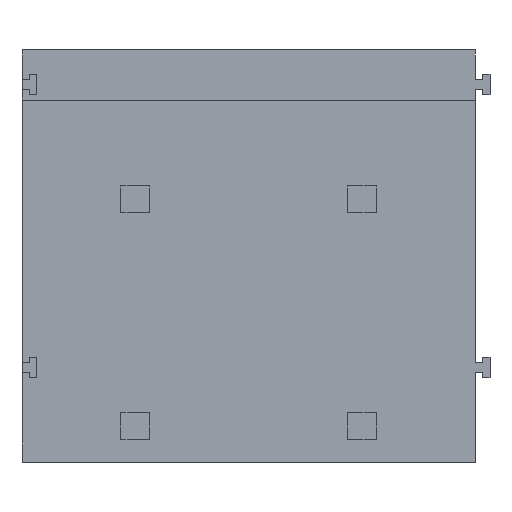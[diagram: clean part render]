
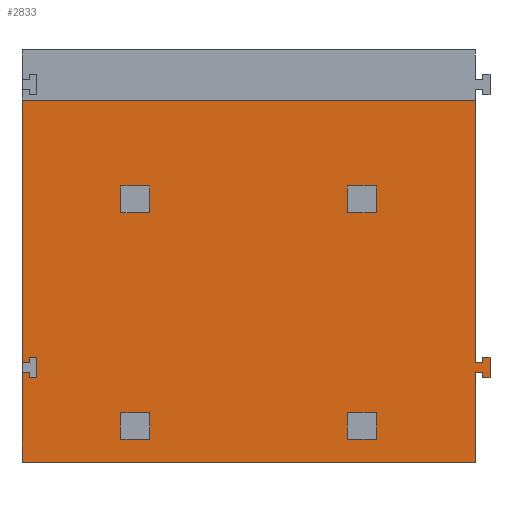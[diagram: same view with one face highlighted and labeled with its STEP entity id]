
A CAD part, front view. The second image highlights one B-rep face of the part: STEP entity #2833.
In plain terms, the highlighted planar face has unit normal (0, -1, 0).
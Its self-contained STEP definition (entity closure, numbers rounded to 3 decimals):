
#146=DIRECTION('',(0.,0.,-1.));
#147=VECTOR('',#146,11.765);
#148=CARTESIAN_POINT('',(-10.16,-7.9,-2.25));
#149=LINE('',#148,#147);
#162=DIRECTION('',(0.,0.,-1.));
#163=VECTOR('',#162,4.015);
#164=CARTESIAN_POINT('',(-10.16,-7.9,-14.465));
#165=LINE('',#164,#163);
#319=DIRECTION('',(-1.,0.,0.));
#320=VECTOR('',#319,1.3);
#321=CARTESIAN_POINT('',(5.73,-7.9,-16.26));
#322=LINE('',#321,#320);
#323=DIRECTION('',(0.,0.,-1.));
#324=VECTOR('',#323,1.2);
#325=CARTESIAN_POINT('',(4.43,-7.9,-16.26));
#326=LINE('',#325,#324);
#327=DIRECTION('',(-1.,0.,0.));
#328=VECTOR('',#327,1.3);
#329=CARTESIAN_POINT('',(5.73,-7.9,-17.46));
#330=LINE('',#329,#328);
#331=DIRECTION('',(0.,0.,-1.));
#332=VECTOR('',#331,1.2);
#333=CARTESIAN_POINT('',(5.73,-7.9,-16.26));
#334=LINE('',#333,#332);
#335=DIRECTION('',(-1.,0.,0.));
#336=VECTOR('',#335,1.3);
#337=CARTESIAN_POINT('',(5.73,-7.9,-6.1));
#338=LINE('',#337,#336);
#339=DIRECTION('',(0.,0.,-1.));
#340=VECTOR('',#339,1.2);
#341=CARTESIAN_POINT('',(4.43,-7.9,-6.1));
#342=LINE('',#341,#340);
#343=DIRECTION('',(-1.,0.,0.));
#344=VECTOR('',#343,1.3);
#345=CARTESIAN_POINT('',(5.73,-7.9,-7.3));
#346=LINE('',#345,#344);
#347=DIRECTION('',(0.,0.,-1.));
#348=VECTOR('',#347,1.2);
#349=CARTESIAN_POINT('',(5.73,-7.9,-6.1));
#350=LINE('',#349,#348);
#351=DIRECTION('',(-1.,0.,0.));
#352=VECTOR('',#351,1.3);
#353=CARTESIAN_POINT('',(-4.43,-7.9,-16.26));
#354=LINE('',#353,#352);
#355=DIRECTION('',(0.,0.,-1.));
#356=VECTOR('',#355,1.2);
#357=CARTESIAN_POINT('',(-5.73,-7.9,-16.26));
#358=LINE('',#357,#356);
#359=DIRECTION('',(-1.,0.,0.));
#360=VECTOR('',#359,1.3);
#361=CARTESIAN_POINT('',(-4.43,-7.9,-17.46));
#362=LINE('',#361,#360);
#363=DIRECTION('',(0.,0.,-1.));
#364=VECTOR('',#363,1.2);
#365=CARTESIAN_POINT('',(-4.43,-7.9,-16.26));
#366=LINE('',#365,#364);
#367=DIRECTION('',(-1.,0.,0.));
#368=VECTOR('',#367,1.3);
#369=CARTESIAN_POINT('',(-4.43,-7.9,-6.1));
#370=LINE('',#369,#368);
#371=DIRECTION('',(0.,0.,-1.));
#372=VECTOR('',#371,1.2);
#373=CARTESIAN_POINT('',(-5.73,-7.9,-6.1));
#374=LINE('',#373,#372);
#375=DIRECTION('',(-1.,0.,0.));
#376=VECTOR('',#375,1.3);
#377=CARTESIAN_POINT('',(-4.43,-7.9,-7.3));
#378=LINE('',#377,#376);
#379=DIRECTION('',(0.,0.,-1.));
#380=VECTOR('',#379,1.2);
#381=CARTESIAN_POINT('',(-4.43,-7.9,-6.1));
#382=LINE('',#381,#380);
#383=DIRECTION('',(1.,0.,0.));
#384=VECTOR('',#383,0.33);
#385=CARTESIAN_POINT('',(-10.16,-7.9,-14.465));
#386=LINE('',#385,#384);
#387=DIRECTION('',(0.,0.,-1.));
#388=VECTOR('',#387,0.235);
#389=CARTESIAN_POINT('',(-9.83,-7.9,-14.465));
#390=LINE('',#389,#388);
#391=DIRECTION('',(1.,0.,0.));
#392=VECTOR('',#391,0.33);
#393=CARTESIAN_POINT('',(-9.83,-7.9,-14.7));
#394=LINE('',#393,#392);
#395=DIRECTION('',(0.,0.,1.));
#396=VECTOR('',#395,0.92);
#397=CARTESIAN_POINT('',(-9.5,-7.9,-14.7));
#398=LINE('',#397,#396);
#399=DIRECTION('',(-1.,0.,0.));
#400=VECTOR('',#399,0.33);
#401=CARTESIAN_POINT('',(-9.5,-7.9,-13.78));
#402=LINE('',#401,#400);
#403=DIRECTION('',(0.,0.,-1.));
#404=VECTOR('',#403,0.235);
#405=CARTESIAN_POINT('',(-9.83,-7.9,-13.78));
#406=LINE('',#405,#404);
#407=DIRECTION('',(1.,0.,0.));
#408=VECTOR('',#407,0.33);
#409=CARTESIAN_POINT('',(-10.16,-7.9,-14.015));
#410=LINE('',#409,#408);
#411=DIRECTION('',(1.,0.,0.));
#412=VECTOR('',#411,20.32);
#413=CARTESIAN_POINT('',(-10.16,-7.9,-2.25));
#414=LINE('',#413,#412);
#415=DIRECTION('',(-1.,0.,0.));
#416=VECTOR('',#415,0.33);
#417=CARTESIAN_POINT('',(10.49,-7.9,-14.015));
#418=LINE('',#417,#416);
#419=DIRECTION('',(0.,0.,-1.));
#420=VECTOR('',#419,0.235);
#421=CARTESIAN_POINT('',(10.49,-7.9,-13.78));
#422=LINE('',#421,#420);
#423=DIRECTION('',(-1.,0.,0.));
#424=VECTOR('',#423,0.33);
#425=CARTESIAN_POINT('',(10.82,-7.9,-13.78));
#426=LINE('',#425,#424);
#427=DIRECTION('',(0.,0.,1.));
#428=VECTOR('',#427,0.92);
#429=CARTESIAN_POINT('',(10.82,-7.9,-14.7));
#430=LINE('',#429,#428);
#431=DIRECTION('',(1.,0.,0.));
#432=VECTOR('',#431,0.33);
#433=CARTESIAN_POINT('',(10.49,-7.9,-14.7));
#434=LINE('',#433,#432);
#435=DIRECTION('',(0.,0.,-1.));
#436=VECTOR('',#435,0.235);
#437=CARTESIAN_POINT('',(10.49,-7.9,-14.465));
#438=LINE('',#437,#436);
#439=DIRECTION('',(1.,0.,0.));
#440=VECTOR('',#439,0.33);
#441=CARTESIAN_POINT('',(10.16,-7.9,-14.465));
#442=LINE('',#441,#440);
#923=DIRECTION('',(0.,0.,-1.));
#924=VECTOR('',#923,11.765);
#925=CARTESIAN_POINT('',(10.16,-7.9,-2.25));
#926=LINE('',#925,#924);
#1016=DIRECTION('',(0.,0.,-1.));
#1017=VECTOR('',#1016,4.015);
#1018=CARTESIAN_POINT('',(10.16,-7.9,-14.465));
#1019=LINE('',#1018,#1017);
#1348=DIRECTION('',(1.,0.,0.));
#1349=VECTOR('',#1348,20.32);
#1350=CARTESIAN_POINT('',(-10.16,-7.9,-18.48));
#1351=LINE('',#1350,#1349);
#1996=CARTESIAN_POINT('',(-10.16,-7.9,-18.48));
#1998=VERTEX_POINT('',#1996);
#2008=CARTESIAN_POINT('',(10.16,-7.9,-18.48));
#2010=VERTEX_POINT('',#2008);
#2132=CARTESIAN_POINT('',(5.73,-7.9,-16.26));
#2133=CARTESIAN_POINT('',(4.43,-7.9,-16.26));
#2134=VERTEX_POINT('',#2132);
#2135=VERTEX_POINT('',#2133);
#2136=CARTESIAN_POINT('',(5.73,-7.9,-17.46));
#2137=CARTESIAN_POINT('',(4.43,-7.9,-17.46));
#2138=VERTEX_POINT('',#2136);
#2139=VERTEX_POINT('',#2137);
#2244=CARTESIAN_POINT('',(5.73,-7.9,-6.1));
#2245=VERTEX_POINT('',#2244);
#2246=CARTESIAN_POINT('',(4.43,-7.9,-6.1));
#2247=VERTEX_POINT('',#2246);
#2248=CARTESIAN_POINT('',(5.73,-7.9,-7.3));
#2249=VERTEX_POINT('',#2248);
#2250=CARTESIAN_POINT('',(4.43,-7.9,-7.3));
#2251=VERTEX_POINT('',#2250);
#2252=CARTESIAN_POINT('',(-10.16,-7.9,-2.25));
#2254=VERTEX_POINT('',#2252);
#2256=CARTESIAN_POINT('',(10.16,-7.9,-2.25));
#2258=VERTEX_POINT('',#2256);
#2304=CARTESIAN_POINT('',(-4.43,-7.9,-16.26));
#2305=VERTEX_POINT('',#2304);
#2306=CARTESIAN_POINT('',(-5.73,-7.9,-16.26));
#2307=VERTEX_POINT('',#2306);
#2308=CARTESIAN_POINT('',(-4.43,-7.9,-17.46));
#2309=VERTEX_POINT('',#2308);
#2310=CARTESIAN_POINT('',(-5.73,-7.9,-17.46));
#2311=VERTEX_POINT('',#2310);
#2320=CARTESIAN_POINT('',(-4.43,-7.9,-6.1));
#2321=VERTEX_POINT('',#2320);
#2322=CARTESIAN_POINT('',(-5.73,-7.9,-6.1));
#2323=VERTEX_POINT('',#2322);
#2324=CARTESIAN_POINT('',(-4.43,-7.9,-7.3));
#2325=VERTEX_POINT('',#2324);
#2326=CARTESIAN_POINT('',(-5.73,-7.9,-7.3));
#2327=VERTEX_POINT('',#2326);
#2496=CARTESIAN_POINT('',(10.49,-7.9,-14.465));
#2497=CARTESIAN_POINT('',(10.49,-7.9,-14.7));
#2498=VERTEX_POINT('',#2496);
#2499=VERTEX_POINT('',#2497);
#2500=CARTESIAN_POINT('',(10.82,-7.9,-14.7));
#2501=VERTEX_POINT('',#2500);
#2502=CARTESIAN_POINT('',(10.82,-7.9,-13.78));
#2503=VERTEX_POINT('',#2502);
#2504=CARTESIAN_POINT('',(10.49,-7.9,-13.78));
#2505=VERTEX_POINT('',#2504);
#2506=CARTESIAN_POINT('',(10.49,-7.9,-14.015));
#2507=VERTEX_POINT('',#2506);
#2520=CARTESIAN_POINT('',(10.16,-7.9,-14.465));
#2521=VERTEX_POINT('',#2520);
#2522=CARTESIAN_POINT('',(10.16,-7.9,-14.015));
#2523=VERTEX_POINT('',#2522);
#2560=CARTESIAN_POINT('',(-10.16,-7.9,-14.465));
#2562=VERTEX_POINT('',#2560);
#2564=CARTESIAN_POINT('',(-10.16,-7.9,-14.015));
#2566=VERTEX_POINT('',#2564);
#2568=CARTESIAN_POINT('',(-9.83,-7.9,-14.465));
#2569=VERTEX_POINT('',#2568);
#2570=CARTESIAN_POINT('',(-9.83,-7.9,-14.7));
#2571=VERTEX_POINT('',#2570);
#2572=CARTESIAN_POINT('',(-9.5,-7.9,-14.7));
#2573=VERTEX_POINT('',#2572);
#2574=CARTESIAN_POINT('',(-9.5,-7.9,-13.78));
#2575=VERTEX_POINT('',#2574);
#2576=CARTESIAN_POINT('',(-9.83,-7.9,-13.78));
#2577=VERTEX_POINT('',#2576);
#2578=CARTESIAN_POINT('',(-9.83,-7.9,-14.015));
#2579=VERTEX_POINT('',#2578);
#2750=CARTESIAN_POINT('',(-10.16,-7.9,0.));
#2751=DIRECTION('',(0.,-1.,0.));
#2752=DIRECTION('',(0.,0.,-1.));
#2753=AXIS2_PLACEMENT_3D('',#2750,#2751,#2752);
#2754=PLANE('',#2753);
#2755=ORIENTED_EDGE('',*,*,#2731,.T.);
#2756=ORIENTED_EDGE('',*,*,#2741,.T.);
#2758=ORIENTED_EDGE('',*,*,#2757,.T.);
#2760=ORIENTED_EDGE('',*,*,#2759,.T.);
#2762=ORIENTED_EDGE('',*,*,#2761,.T.);
#2764=ORIENTED_EDGE('',*,*,#2763,.T.);
#2766=ORIENTED_EDGE('',*,*,#2765,.F.);
#2767=ORIENTED_EDGE('',*,*,#2603,.F.);
#2769=ORIENTED_EDGE('',*,*,#2768,.T.);
#2771=ORIENTED_EDGE('',*,*,#2770,.T.);
#2773=ORIENTED_EDGE('',*,*,#2772,.F.);
#2775=ORIENTED_EDGE('',*,*,#2774,.F.);
#2777=ORIENTED_EDGE('',*,*,#2776,.F.);
#2779=ORIENTED_EDGE('',*,*,#2778,.F.);
#2781=ORIENTED_EDGE('',*,*,#2780,.F.);
#2783=ORIENTED_EDGE('',*,*,#2782,.F.);
#2785=ORIENTED_EDGE('',*,*,#2784,.F.);
#2787=ORIENTED_EDGE('',*,*,#2786,.T.);
#2789=ORIENTED_EDGE('',*,*,#2788,.F.);
#2790=ORIENTED_EDGE('',*,*,#2611,.F.);
#2791=EDGE_LOOP('',(#2755,#2756,#2758,#2760,#2762,#2764,#2766,#2767,#2769,#2771,
#2773,#2775,#2777,#2779,#2781,#2783,#2785,#2787,#2789,#2790));
#2792=FACE_OUTER_BOUND('',#2791,.F.);
#2794=ORIENTED_EDGE('',*,*,#2793,.T.);
#2796=ORIENTED_EDGE('',*,*,#2795,.T.);
#2798=ORIENTED_EDGE('',*,*,#2797,.F.);
#2800=ORIENTED_EDGE('',*,*,#2799,.F.);
#2801=EDGE_LOOP('',(#2794,#2796,#2798,#2800));
#2802=FACE_BOUND('',#2801,.F.);
#2804=ORIENTED_EDGE('',*,*,#2803,.T.);
#2806=ORIENTED_EDGE('',*,*,#2805,.T.);
#2808=ORIENTED_EDGE('',*,*,#2807,.F.);
#2810=ORIENTED_EDGE('',*,*,#2809,.F.);
#2811=EDGE_LOOP('',(#2804,#2806,#2808,#2810));
#2812=FACE_BOUND('',#2811,.F.);
#2814=ORIENTED_EDGE('',*,*,#2813,.T.);
#2816=ORIENTED_EDGE('',*,*,#2815,.T.);
#2818=ORIENTED_EDGE('',*,*,#2817,.F.);
#2820=ORIENTED_EDGE('',*,*,#2819,.F.);
#2821=EDGE_LOOP('',(#2814,#2816,#2818,#2820));
#2822=FACE_BOUND('',#2821,.F.);
#2824=ORIENTED_EDGE('',*,*,#2823,.T.);
#2826=ORIENTED_EDGE('',*,*,#2825,.T.);
#2828=ORIENTED_EDGE('',*,*,#2827,.F.);
#2830=ORIENTED_EDGE('',*,*,#2829,.F.);
#2831=EDGE_LOOP('',(#2824,#2826,#2828,#2830));
#2832=FACE_BOUND('',#2831,.F.);
#2603=EDGE_CURVE('',#2254,#2566,#149,.T.);
#2611=EDGE_CURVE('',#2562,#1998,#165,.T.);
#2731=EDGE_CURVE('',#2562,#2569,#386,.T.);
#2741=EDGE_CURVE('',#2569,#2571,#390,.T.);
#2757=EDGE_CURVE('',#2571,#2573,#394,.T.);
#2759=EDGE_CURVE('',#2573,#2575,#398,.T.);
#2761=EDGE_CURVE('',#2575,#2577,#402,.T.);
#2763=EDGE_CURVE('',#2577,#2579,#406,.T.);
#2765=EDGE_CURVE('',#2566,#2579,#410,.T.);
#2768=EDGE_CURVE('',#2254,#2258,#414,.T.);
#2770=EDGE_CURVE('',#2258,#2523,#926,.T.);
#2772=EDGE_CURVE('',#2507,#2523,#418,.T.);
#2774=EDGE_CURVE('',#2505,#2507,#422,.T.);
#2776=EDGE_CURVE('',#2503,#2505,#426,.T.);
#2778=EDGE_CURVE('',#2501,#2503,#430,.T.);
#2780=EDGE_CURVE('',#2499,#2501,#434,.T.);
#2782=EDGE_CURVE('',#2498,#2499,#438,.T.);
#2784=EDGE_CURVE('',#2521,#2498,#442,.T.);
#2786=EDGE_CURVE('',#2521,#2010,#1019,.T.);
#2788=EDGE_CURVE('',#1998,#2010,#1351,.T.);
#2793=EDGE_CURVE('',#2245,#2247,#338,.T.);
#2795=EDGE_CURVE('',#2247,#2251,#342,.T.);
#2797=EDGE_CURVE('',#2249,#2251,#346,.T.);
#2799=EDGE_CURVE('',#2245,#2249,#350,.T.);
#2803=EDGE_CURVE('',#2305,#2307,#354,.T.);
#2805=EDGE_CURVE('',#2307,#2311,#358,.T.);
#2807=EDGE_CURVE('',#2309,#2311,#362,.T.);
#2809=EDGE_CURVE('',#2305,#2309,#366,.T.);
#2813=EDGE_CURVE('',#2321,#2323,#370,.T.);
#2815=EDGE_CURVE('',#2323,#2327,#374,.T.);
#2817=EDGE_CURVE('',#2325,#2327,#378,.T.);
#2819=EDGE_CURVE('',#2321,#2325,#382,.T.);
#2823=EDGE_CURVE('',#2134,#2135,#322,.T.);
#2825=EDGE_CURVE('',#2135,#2139,#326,.T.);
#2827=EDGE_CURVE('',#2138,#2139,#330,.T.);
#2829=EDGE_CURVE('',#2134,#2138,#334,.T.);
#2833=ADVANCED_FACE('',(#2792,#2802,#2812,#2822,#2832),#2754,.T.);
